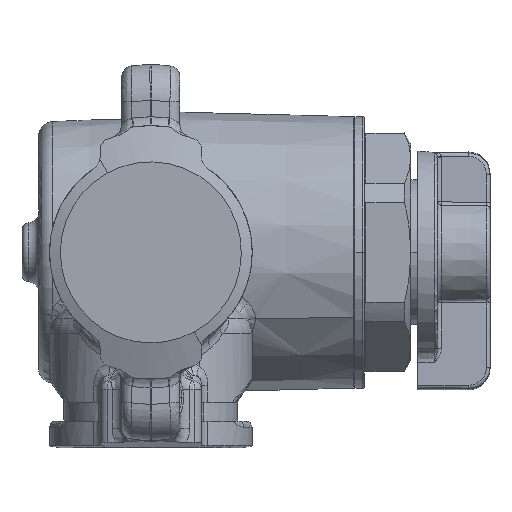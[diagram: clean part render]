
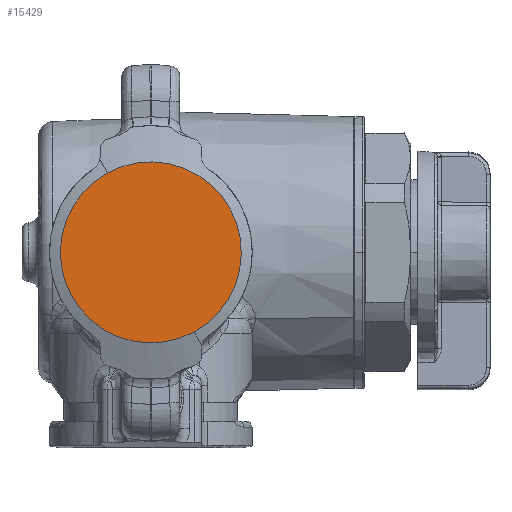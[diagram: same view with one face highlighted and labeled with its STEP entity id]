
A CAD part, front view. The second image highlights one B-rep face of the part: STEP entity #15429.
In plain terms, the highlighted planar face has unit normal (0, -1, 0).
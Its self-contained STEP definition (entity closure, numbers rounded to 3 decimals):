
#15406=CARTESIAN_POINT('Axis2P3D Location',(49.227,-71.5,0.)) ;
#15411=CARTESIAN_POINT('Axis2P3D Location',(49.227,-71.5,-12.5)) ;
#15415=CARTESIAN_POINT('Vertex',(55.22,-71.5,-23.47)) ;
#15417=CARTESIAN_POINT('Vertex',(43.234,-71.5,-1.53)) ;
#15420=CARTESIAN_POINT('Axis2P3D Location',(49.227,-71.5,-12.5)) ;
#15407=DIRECTION('Axis2P3D Direction',(0.,-1.,0.)) ;
#15408=DIRECTION('Axis2P3D XDirection',(1.,0.,0.)) ;
#15412=DIRECTION('Axis2P3D Direction',(0.,-1.,0.)) ;
#15421=DIRECTION('Axis2P3D Direction',(0.,-1.,0.)) ;
#15409=AXIS2_PLACEMENT_3D('Plane Axis2P3D',#15406,#15407,#15408) ;
#15413=AXIS2_PLACEMENT_3D('Circle Axis2P3D',#15411,#15412,$) ;
#15422=AXIS2_PLACEMENT_3D('Circle Axis2P3D',#15420,#15421,$) ;
#15414=CIRCLE('generated circle',#15413,12.5) ;
#15423=CIRCLE('generated circle',#15422,12.5) ;
#15410=PLANE('',#15409) ;
#15419=EDGE_CURVE('',#15416,#15418,#15414,.T.) ;
#15424=EDGE_CURVE('',#15418,#15416,#15423,.T.) ;
#15426=ORIENTED_EDGE('',*,*,#15419,.T.) ;
#15427=ORIENTED_EDGE('',*,*,#15424,.T.) ;
#15425=EDGE_LOOP('',(#15426,#15427)) ;
#15416=VERTEX_POINT('',#15415) ;
#15418=VERTEX_POINT('',#15417) ;
#15429=ADVANCED_FACE('PartBody',(#15428),#15410,.T.) ;
#15428=FACE_OUTER_BOUND('',#15425,.T.) ;
